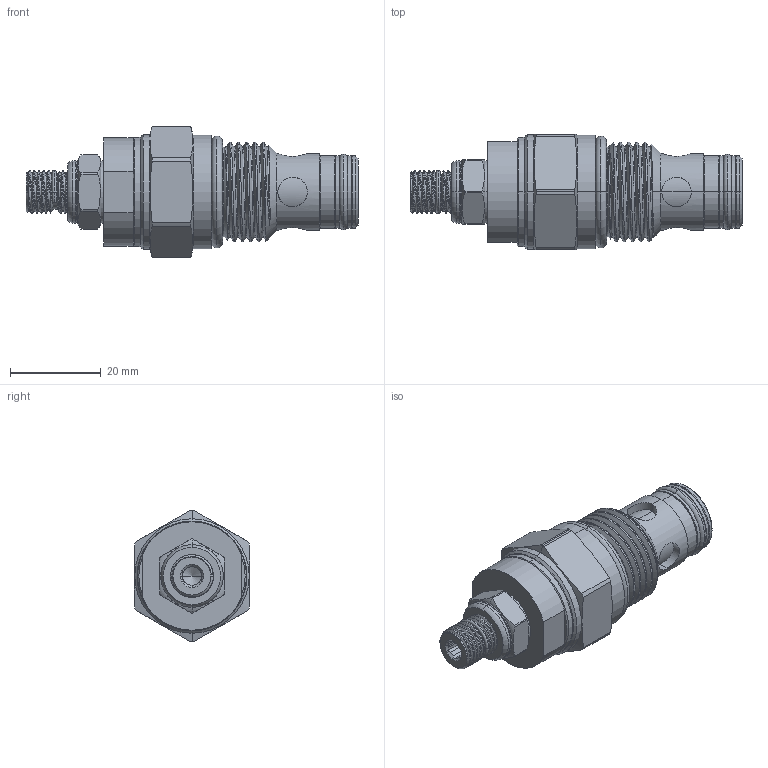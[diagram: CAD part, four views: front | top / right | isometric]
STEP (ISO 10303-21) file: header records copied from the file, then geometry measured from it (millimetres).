
FILE_DESCRIPTION (( 'STEP AP203' ), '1' );
FILE_NAME ('NC10W20-L.STEP', '2020-03-19T03:44:58', ( '' ), ( '' ), 'SwSTEP 2.0', 'SolidWorks 2018', '' );
FILE_SCHEMA (( 'CONFIG_CONTROL_DESIGN' ));
Length unit declared in the file: millimetre
Products named in the file (1): NC10W20-L
Bounding box: 73.08 x 25.4 x 28.8 mm (x, y, z)
Volume: 21666.7 mm3; surface area: 7879.1 mm2
Topology: 6 solids, 6 shells, 227 faces, 540 edges, 330 vertices
Faces by surface type: cylinder 94, plane 53, torus 38, cone 33, bspline 9
Entity records: 16410 total; most frequent: CARTESIAN_POINT 11276, ORIENTED_EDGE 1076, DIRECTION 1068, EDGE_CURVE 538, AXIS2_PLACEMENT_3D 446, VERTEX_POINT 330, EDGE_LOOP 242, CIRCLE 227
